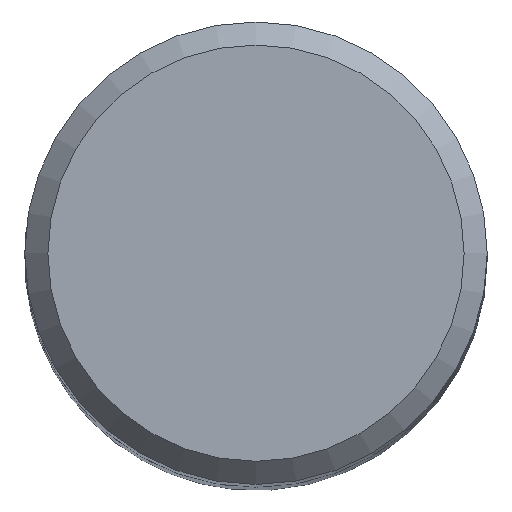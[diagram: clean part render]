
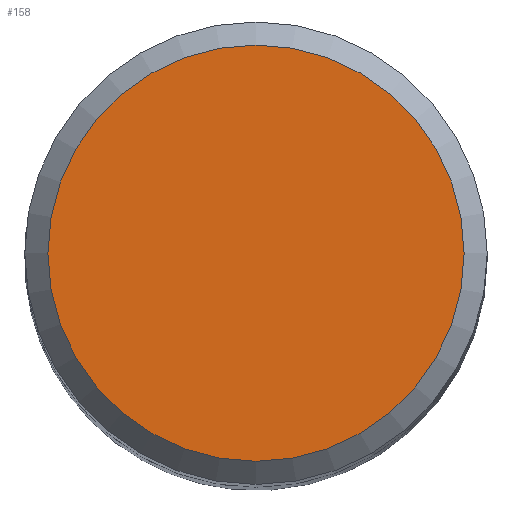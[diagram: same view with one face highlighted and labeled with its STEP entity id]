
A CAD part, top view. The second image highlights one B-rep face of the part: STEP entity #158.
In plain terms, the highlighted planar face has unit normal (0, 0, 1).
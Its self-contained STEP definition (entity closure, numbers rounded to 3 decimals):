
#158=ADVANCED_FACE('',(#198),#177,.F.);
#177=PLANE('',#515);
#198=FACE_OUTER_BOUND('',#223,.T.);
#223=EDGE_LOOP('',(#325));
#325=ORIENTED_EDGE('',*,*,#436,.F.);
#382=VERTEX_POINT('',#954);
#436=EDGE_CURVE('',#382,#382,#455,.T.);
#455=CIRCLE('',#514,2.7);
#514=AXIS2_PLACEMENT_3D('',#953,#615,#616);
#515=AXIS2_PLACEMENT_3D('',#955,#617,#618);
#615=DIRECTION('',(0.,0.,-1.));
#616=DIRECTION('',(0.,1.,0.));
#617=DIRECTION('',(0.,0.,-1.));
#618=DIRECTION('',(0.,1.,0.));
#953=CARTESIAN_POINT('',(0.,0.,20.));
#954=CARTESIAN_POINT('',(0.,2.7,20.));
#955=CARTESIAN_POINT('',(0.,0.,20.));
